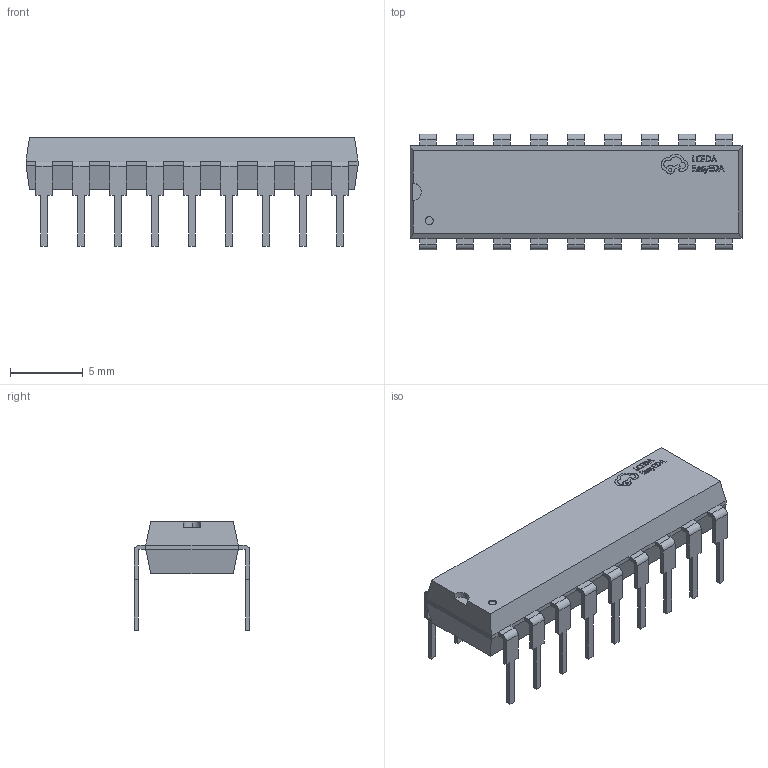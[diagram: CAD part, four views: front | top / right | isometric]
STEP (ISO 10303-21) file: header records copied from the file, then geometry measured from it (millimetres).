
FILE_DESCRIPTION (( 'STEP AP214' ), '1' );
FILE_NAME ('DIP-18_L22.9-W6.4-P2.54-LS7.6-BL.step', '2022-06-21T13:59:37', ( '' ), ( '' ), 'SwSTEP 2.0', 'SolidWorks 2020', '' );
FILE_SCHEMA (( 'AUTOMOTIVE_DESIGN' ));
Length unit declared in the file: millimetre
Products named in the file (1): DIP-18_L22.9-W6.4-P2.54-LS7.6-BL
Bounding box: 22.8 x 7.94 x 7.45 mm (x, y, z)
Volume: 509.8 mm3; surface area: 699.7 mm2
Topology: 1 solids, 1 shells, 556 faces, 1501 edges, 974 vertices
Faces by surface type: plane 402, bspline 114, cylinder 40
Entity records: 24080 total; most frequent: CARTESIAN_POINT 5400, ORIENTED_EDGE 3002, DIRECTION 2233, EDGE_CURVE 1501, VECTOR 1187, LINE 1187, VERTEX_POINT 974, EDGE_LOOP 583
